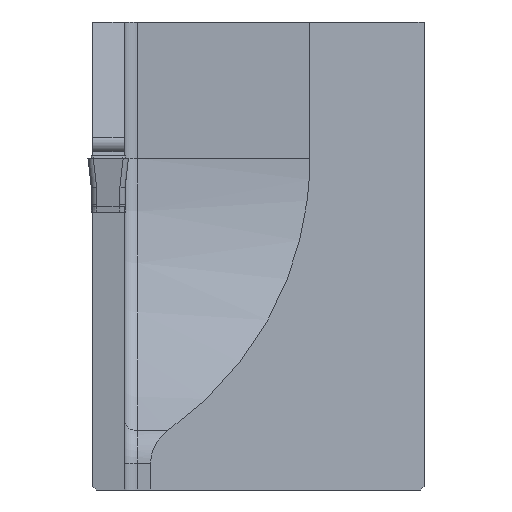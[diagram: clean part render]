
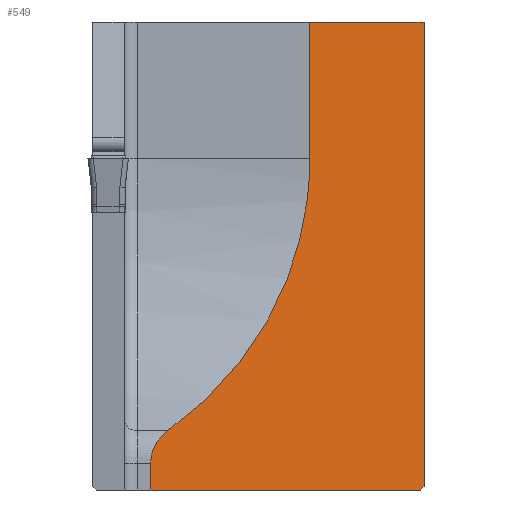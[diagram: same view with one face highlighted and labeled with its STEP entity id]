
A CAD part, left-side view. The second image highlights one B-rep face of the part: STEP entity #549.
In plain terms, the highlighted planar face has unit normal (-0.707, -0.707, 0).
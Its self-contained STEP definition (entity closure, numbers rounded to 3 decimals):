
#503=ELLIPSE('',#2000,4.243,3.);
#504=ELLIPSE('',#2003,35.355,25.);
#549=ADVANCED_FACE('',(#688),#631,.F.);
#631=PLANE('',#2014);
#688=FACE_OUTER_BOUND('',#776,.T.);
#776=EDGE_LOOP('',(#976,#977,#978,#979,#980,#981,#982,#983));
#976=ORIENTED_EDGE('',*,*,#1499,.F.);
#977=ORIENTED_EDGE('',*,*,#1497,.F.);
#978=ORIENTED_EDGE('',*,*,#1494,.F.);
#979=ORIENTED_EDGE('',*,*,#1501,.F.);
#980=ORIENTED_EDGE('',*,*,#1448,.F.);
#981=ORIENTED_EDGE('',*,*,#1442,.F.);
#982=ORIENTED_EDGE('',*,*,#1464,.F.);
#983=ORIENTED_EDGE('',*,*,#1489,.F.);
#1300=VERTEX_POINT('',#2420);
#1302=VERTEX_POINT('',#2424);
#1307=VERTEX_POINT('',#2438);
#1319=VERTEX_POINT('',#2468);
#1329=VERTEX_POINT('',#2516);
#1330=VERTEX_POINT('',#2521);
#1333=VERTEX_POINT('',#2526);
#1334=VERTEX_POINT('',#2530);
#1442=EDGE_CURVE('',#1302,#1300,#1663,.T.);
#1448=EDGE_CURVE('',#1300,#1307,#1669,.T.);
#1464=EDGE_CURVE('',#1319,#1302,#1684,.T.);
#1489=EDGE_CURVE('',#1329,#1319,#1707,.T.);
#1494=EDGE_CURVE('',#1333,#1330,#503,.T.);
#1497=EDGE_CURVE('',#1330,#1334,#504,.T.);
#1499=EDGE_CURVE('',#1334,#1329,#1713,.T.);
#1501=EDGE_CURVE('',#1307,#1333,#1715,.T.);
#1663=LINE('',#2425,#1821);
#1669=LINE('',#2437,#1827);
#1684=LINE('',#2469,#1842);
#1707=LINE('',#2517,#1865);
#1713=LINE('',#2536,#1871);
#1715=LINE('',#2539,#1873);
#1821=VECTOR('',#2081,1.);
#1827=VECTOR('',#2091,1.);
#1842=VECTOR('',#2114,1.);
#1865=VECTOR('',#2167,1.);
#1871=VECTOR('',#2187,1.);
#1873=VECTOR('',#2191,1.);
#2000=AXIS2_PLACEMENT_3D('',#2527,#2175,#2176);
#2003=AXIS2_PLACEMENT_3D('',#2533,#2182,#2183);
#2014=AXIS2_PLACEMENT_3D('',#2548,#2208,#2209);
#2081=DIRECTION('',(-0.577,0.577,-0.577));
#2091=DIRECTION('',(-0.707,0.707,0.));
#2114=DIRECTION('',(0.,0.,-1.));
#2167=DIRECTION('',(0.707,-0.707,0.));
#2175=DIRECTION('',(0.707,0.707,0.));
#2176=DIRECTION('',(-0.707,0.707,0.));
#2182=DIRECTION('',(-0.707,-0.707,0.));
#2183=DIRECTION('',(-0.707,0.707,0.));
#2187=DIRECTION('',(0.,0.,1.));
#2191=DIRECTION('',(0.,0.,1.));
#2208=DIRECTION('',(0.707,0.707,0.));
#2209=DIRECTION('',(0.707,-0.707,0.));
#2420=CARTESIAN_POINT('',(31.31,-24.7,-25.));
#2424=CARTESIAN_POINT('',(31.61,-25.,-24.7));
#2425=CARTESIAN_POINT('',(16.203,-9.593,-40.107));
#2437=CARTESIAN_POINT('',(11.,-4.39,-25.));
#2438=CARTESIAN_POINT('',(11.,-4.39,-25.));
#2468=CARTESIAN_POINT('',(31.61,-25.,10.3));
#2469=CARTESIAN_POINT('',(31.61,-25.,-29.7));
#2516=CARTESIAN_POINT('',(23.,-16.39,10.3));
#2517=CARTESIAN_POINT('',(11.,-4.39,10.3));
#2521=CARTESIAN_POINT('',(12.286,-5.676,-20.516));
#2526=CARTESIAN_POINT('',(11.,-4.39,-22.978));
#2527=CARTESIAN_POINT('',(14.,-7.39,-22.978));
#2530=CARTESIAN_POINT('',(23.,-16.39,0.));
#2533=CARTESIAN_POINT('',(-2.,8.61,0.));
#2536=CARTESIAN_POINT('',(23.,-16.39,-29.7));
#2539=CARTESIAN_POINT('',(11.,-4.39,-29.7));
#2548=CARTESIAN_POINT('',(11.,-4.39,-29.7));
